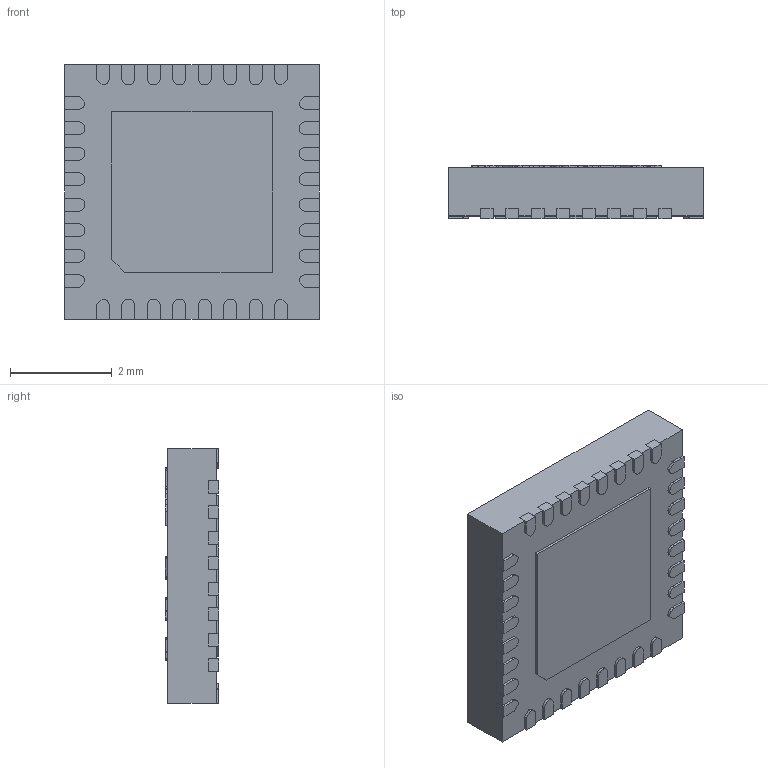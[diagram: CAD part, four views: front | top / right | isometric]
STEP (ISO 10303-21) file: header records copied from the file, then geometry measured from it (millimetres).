
FILE_DESCRIPTION(/* description */ ('STEP AP214'),/* implementation_level */ '2;1');
FILE_NAME(/* name */ 'MergenElektronik_Regulators_LinearandSwitching_32-VQFN-TPS65262-1RHBR.step',/* time_stamp */ '2025-04-09T21:24:19+03:00',/* author */ (''),/* organization */ (''),/* preprocessor_version */ 'ST-DEVELOPER v20.1',/* originating_system */ 'Autodesk Translation Framework v14.4.0.0',/* authorisation */ '');
FILE_SCHEMA (('AUTOMOTIVE_DESIGN { 1 0 10303 214 3 1 1 }'));
Length unit declared in the file: millimetre
Products named in the file (1): TPS40322RHBT
Bounding box: 5 x 1.05 x 5 mm (x, y, z)
Volume: 24.5 mm3; surface area: 114.4 mm2
Topology: 35 solids, 35 shells, 1429 faces, 3921 edges, 2614 vertices
Faces by surface type: plane 725, bspline 622, cylinder 82
Full cylindrical faces by diameter (mm): 0.4 x2
Entity records: 49770 total; most frequent: CARTESIAN_POINT 17933, ORIENTED_EDGE 7842, DIRECTION 4448, EDGE_CURVE 3921, VERTEX_POINT 2614, LINE 2504, VECTOR 2504, EDGE_LOOP 1481
